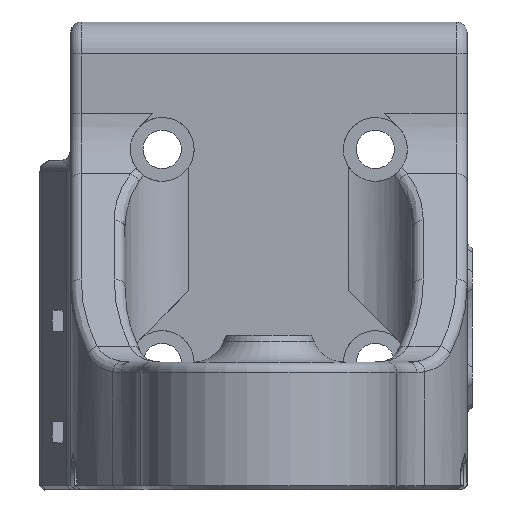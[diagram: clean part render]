
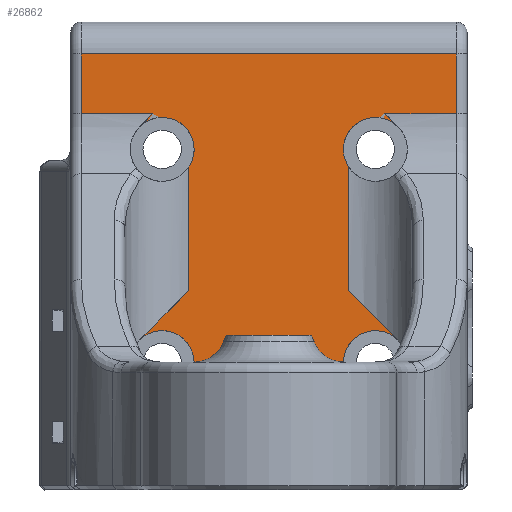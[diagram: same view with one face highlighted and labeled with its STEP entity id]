
A CAD part, front view. The second image highlights one B-rep face of the part: STEP entity #26862.
In plain terms, the highlighted planar face has unit normal (0, -1, 0).
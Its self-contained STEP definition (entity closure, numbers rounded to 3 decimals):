
#510=PLANE('',#28652);
#1416=LINE('',#39466,#3621);
#1560=LINE('',#40569,#3765);
#1561=LINE('',#40575,#3766);
#1564=LINE('',#40583,#3769);
#1565=LINE('',#40589,#3770);
#1568=LINE('',#40640,#3773);
#1571=LINE('',#40695,#3776);
#1579=LINE('',#40745,#3784);
#1589=LINE('',#40767,#3794);
#1590=LINE('',#40771,#3795);
#1591=LINE('',#40775,#3796);
#1592=LINE('',#40776,#3797);
#3621=VECTOR('',#31405,10.);
#3765=VECTOR('',#31787,10.);
#3766=VECTOR('',#31792,10.);
#3769=VECTOR('',#31799,10.);
#3770=VECTOR('',#31804,10.);
#3773=VECTOR('',#31815,10.);
#3776=VECTOR('',#31830,10.);
#3784=VECTOR('',#31886,10.);
#3794=VECTOR('',#31908,10.);
#3795=VECTOR('',#31913,10.);
#3796=VECTOR('',#31918,10.);
#3797=VECTOR('',#31919,10.);
#6939=FACE_OUTER_BOUND('',#8601,.T.);
#8601=EDGE_LOOP('',(#18843,#18844,#18845,#18846,#18847,#18848,#18849,#18850,
#18851,#18852,#18853,#18854,#18855,#18856,#18857,#18858,#18859));
#10386=CIRCLE('',#28612,3.);
#10390=CIRCLE('',#28619,3.);
#10408=CIRCLE('',#28653,3.);
#10409=CIRCLE('',#28654,3.);
#10410=CIRCLE('',#28655,3.);
#11607=VERTEX_POINT('',#39458);
#11608=VERTEX_POINT('',#39465);
#11807=VERTEX_POINT('',#40565);
#11808=VERTEX_POINT('',#40567);
#11809=VERTEX_POINT('',#40571);
#11811=VERTEX_POINT('',#40574);
#11813=VERTEX_POINT('',#40579);
#11814=VERTEX_POINT('',#40581);
#11815=VERTEX_POINT('',#40585);
#11817=VERTEX_POINT('',#40588);
#11821=VERTEX_POINT('',#40639);
#11829=VERTEX_POINT('',#40694);
#11837=VERTEX_POINT('',#40719);
#11839=VERTEX_POINT('',#40725);
#11849=VERTEX_POINT('',#40766);
#11850=VERTEX_POINT('',#40770);
#11851=VERTEX_POINT('',#40772);
#14172=EDGE_CURVE('',#11607,#11608,#1416,.T.);
#14438=EDGE_CURVE('',#11808,#11807,#1560,.T.);
#14440=EDGE_CURVE('',#11811,#11809,#1561,.T.);
#14444=EDGE_CURVE('',#11814,#11813,#1564,.T.);
#14446=EDGE_CURVE('',#11817,#11815,#1565,.T.);
#14448=EDGE_CURVE('',#11808,#11608,#10386,.T.);
#14454=EDGE_CURVE('',#11807,#11821,#1568,.T.);
#14464=EDGE_CURVE('',#11814,#11821,#10390,.T.);
#14466=EDGE_CURVE('',#11813,#11829,#1571,.T.);
#14490=EDGE_CURVE('',#11837,#11839,#1579,.T.);
#14501=EDGE_CURVE('',#11839,#11849,#1589,.T.);
#14503=EDGE_CURVE('',#11850,#11809,#1590,.T.);
#14504=EDGE_CURVE('',#11850,#11851,#10408,.T.);
#14505=EDGE_CURVE('',#11851,#11817,#10409,.T.);
#14506=EDGE_CURVE('',#11849,#11815,#1591,.T.);
#14507=EDGE_CURVE('',#11829,#11837,#1592,.T.);
#14508=EDGE_CURVE('',#11607,#11811,#10410,.T.);
#18843=ORIENTED_EDGE('',*,*,#14503,.F.);
#18844=ORIENTED_EDGE('',*,*,#14504,.T.);
#18845=ORIENTED_EDGE('',*,*,#14505,.T.);
#18846=ORIENTED_EDGE('',*,*,#14446,.T.);
#18847=ORIENTED_EDGE('',*,*,#14506,.F.);
#18848=ORIENTED_EDGE('',*,*,#14501,.F.);
#18849=ORIENTED_EDGE('',*,*,#14490,.F.);
#18850=ORIENTED_EDGE('',*,*,#14507,.F.);
#18851=ORIENTED_EDGE('',*,*,#14466,.F.);
#18852=ORIENTED_EDGE('',*,*,#14444,.F.);
#18853=ORIENTED_EDGE('',*,*,#14464,.T.);
#18854=ORIENTED_EDGE('',*,*,#14454,.F.);
#18855=ORIENTED_EDGE('',*,*,#14438,.F.);
#18856=ORIENTED_EDGE('',*,*,#14448,.T.);
#18857=ORIENTED_EDGE('',*,*,#14172,.F.);
#18858=ORIENTED_EDGE('',*,*,#14508,.T.);
#18859=ORIENTED_EDGE('',*,*,#14440,.T.);
#26862=ADVANCED_FACE('',(#6939),#510,.F.);
#28612=AXIS2_PLACEMENT_3D('',#40592,#31808,#31809);
#28619=AXIS2_PLACEMENT_3D('',#40686,#31826,#31827);
#28652=AXIS2_PLACEMENT_3D('',#40769,#31911,#31912);
#28653=AXIS2_PLACEMENT_3D('',#40773,#31914,#31915);
#28654=AXIS2_PLACEMENT_3D('',#40774,#31916,#31917);
#28655=AXIS2_PLACEMENT_3D('',#40777,#31920,#31921);
#31405=DIRECTION('',(-1.,0.,0.));
#31787=DIRECTION('',(0.707,0.,0.707));
#31792=DIRECTION('',(-0.707,0.,0.707));
#31799=DIRECTION('',(0.707,0.,0.707));
#31804=DIRECTION('',(-0.707,0.,0.707));
#31808=DIRECTION('center_axis',(0.,1.,0.));
#31809=DIRECTION('ref_axis',(1.,0.,0.));
#31815=DIRECTION('',(0.,0.,1.));
#31826=DIRECTION('center_axis',(0.,1.,0.));
#31827=DIRECTION('ref_axis',(1.,0.,0.));
#31830=DIRECTION('',(-1.,0.,0.));
#31886=DIRECTION('',(1.,0.,0.));
#31908=DIRECTION('',(0.,0.,-1.));
#31911=DIRECTION('center_axis',(0.,1.,0.));
#31912=DIRECTION('ref_axis',(0.,0.,
1.));
#31913=DIRECTION('',(0.,0.,-1.));
#31914=DIRECTION('center_axis',(0.,1.,0.));
#31915=DIRECTION('ref_axis',(1.,0.,0.));
#31916=DIRECTION('center_axis',(0.,1.,0.));
#31917=DIRECTION('ref_axis',(1.,0.,0.));
#31918=DIRECTION('',(-1.,0.,0.));
#31919=DIRECTION('',(0.,0.,1.));
#31920=DIRECTION('center_axis',(0.,1.,0.));
#31921=DIRECTION('ref_axis',(1.,0.,0.));
#39458=CARTESIAN_POINT('',(84.395,83.19,-342.277));
#39465=CARTESIAN_POINT('',(70.395,83.19,-342.277));
#39466=CARTESIAN_POINT('',(68.397,83.19,-342.277));
#40565=CARTESIAN_POINT('',(69.899,83.19,-335.53));
#40567=CARTESIAN_POINT('',(65.274,83.19,-340.155));
#40569=CARTESIAN_POINT('',(65.274,83.19,-340.155));
#40571=CARTESIAN_POINT('',(84.899,83.19,-335.538));
#40574=CARTESIAN_POINT('',(89.517,83.19,-340.155));
#40575=CARTESIAN_POINT('',(89.517,83.19,-340.155));
#40579=CARTESIAN_POINT('',(66.517,83.19,-318.913));
#40581=CARTESIAN_POINT('',(65.274,83.19,-320.155));
#40583=CARTESIAN_POINT('',(65.274,83.19,-320.155));
#40585=CARTESIAN_POINT('',(88.274,83.19,-318.913));
#40588=CARTESIAN_POINT('',(89.517,83.19,-320.155));
#40589=CARTESIAN_POINT('',(89.517,83.19,-320.155));
#40592=CARTESIAN_POINT('Origin',(67.395,83.19,-342.277));
#40639=CARTESIAN_POINT('',(69.899,83.19,-323.929));
#40640=CARTESIAN_POINT('',(69.899,83.19,-315.977));
#40686=CARTESIAN_POINT('Origin',(67.395,83.19,-322.277));
#40694=CARTESIAN_POINT('',(59.799,83.19,-318.913));
#40695=CARTESIAN_POINT('',(59.395,83.19,-318.913));
#40719=CARTESIAN_POINT('',(59.799,83.19,-313.327));
#40725=CARTESIAN_POINT('',(94.999,83.19,-313.327));
#40745=CARTESIAN_POINT('',(67.671,83.19,-313.327));
#40766=CARTESIAN_POINT('',(94.999,83.19,-318.913));
#40767=CARTESIAN_POINT('',(94.999,83.19,-335.927));
#40769=CARTESIAN_POINT('Origin',(59.395,83.19,-319.627));
#40770=CARTESIAN_POINT('',(84.899,83.19,-323.941));
#40771=CARTESIAN_POINT('',(84.899,83.19,-315.977));
#40772=CARTESIAN_POINT('',(84.395,83.19,-322.277));
#40773=CARTESIAN_POINT('Origin',(87.395,83.19,-322.277));
#40774=CARTESIAN_POINT('Origin',(87.395,83.19,-322.277));
#40775=CARTESIAN_POINT('',(59.395,83.19,-318.913));
#40776=CARTESIAN_POINT('',(59.799,83.19,-335.927));
#40777=CARTESIAN_POINT('Origin',(87.395,83.19,-342.277));
